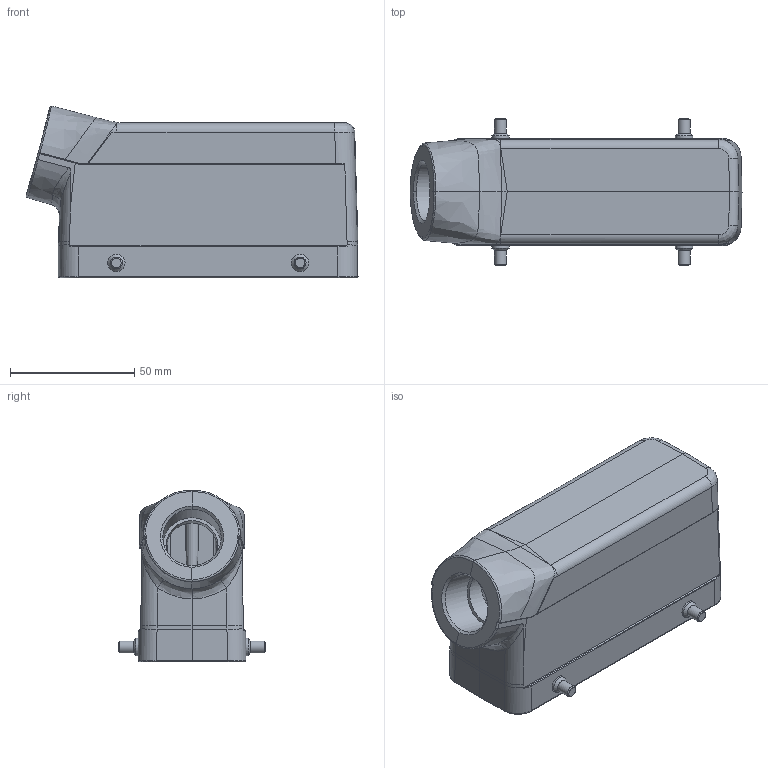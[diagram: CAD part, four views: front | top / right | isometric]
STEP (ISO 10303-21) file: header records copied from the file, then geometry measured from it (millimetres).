
FILE_DESCRIPTION(/* description */ (''),/* implementation_level */ '2;1');
FILE_NAME(/* name */ 'H24B-SE-4B-XXX.stp',/* time_stamp */ '2022-05-31T08:06:18+08:00',/* author */ (''),/* organization */ (''),/* preprocessor_version */ 'ST-DEVELOPER v16',/* originating_system */ 'SIEMENS PLM Software NX 10.0',/* authorisation */ '');
FILE_SCHEMA (('AUTOMOTIVE_DESIGN { 1 0 10303 214 3 1 1 1 }'));
Length unit declared in the file: millimetre
Products named in the file (1): Admi23E0F384l4yr
Bounding box: 133.78 x 59.35 x 69.19 mm (x, y, z)
Volume: 88379 mm3; surface area: 49606.5 mm2
Topology: 1 solids, 1 shells, 254 faces, 602 edges, 355 vertices
Faces by surface type: bspline 95, cylinder 84, plane 65, cone 10
Full cylindrical faces by diameter (mm): 3 x4, 3.5 x4, 4.8 x4, 7 x4, 20.999 x1, 23.499 x1
Entity records: 12554 total; most frequent: CARTESIAN_POINT 7503, ORIENTED_EDGE 1124, DIRECTION 874, EDGE_CURVE 562, VERTEX_POINT 349, AXIS2_PLACEMENT_3D 347, EDGE_LOOP 295, ADVANCED_FACE 254
